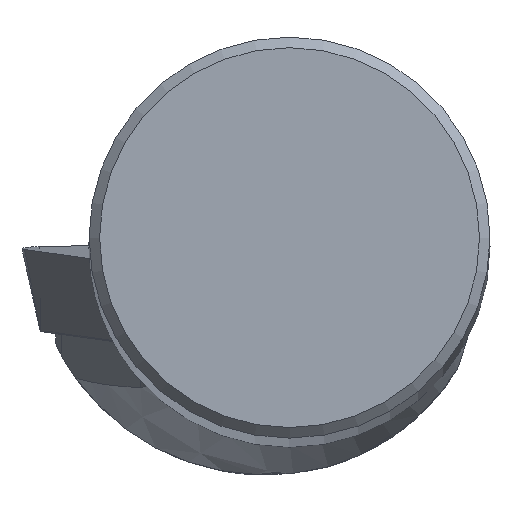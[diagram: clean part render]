
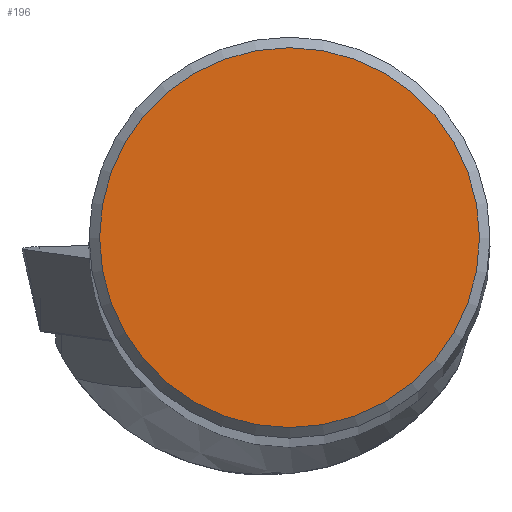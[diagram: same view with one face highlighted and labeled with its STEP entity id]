
A CAD part, top view. The second image highlights one B-rep face of the part: STEP entity #196.
In plain terms, the highlighted planar face has unit normal (0, 0, 1).
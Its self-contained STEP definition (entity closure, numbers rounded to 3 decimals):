
#150=FACE_OUTER_BOUND('',#422,.T.);
#196=ADVANCED_FACE('',(#150),#232,.T.);
#232=PLANE('',#1062);
#422=EDGE_LOOP('',(#566));
#566=ORIENTED_EDGE('',*,*,#858,.T.);
#757=VERTEX_POINT('',#1729);
#858=EDGE_CURVE('',#757,#757,#921,.T.);
#921=CIRCLE('',#1061,9.016);
#1061=AXIS2_PLACEMENT_3D('',#1728,#1253,#1254);
#1062=AXIS2_PLACEMENT_3D('',#1730,#1255,#1256);
#1253=DIRECTION('',(0.,0.,1.));
#1254=DIRECTION('',(1.,0.,0.));
#1255=DIRECTION('',(0.,0.,1.));
#1256=DIRECTION('',(1.,0.,0.));
#1728=CARTESIAN_POINT('',(0.,0.,0.));
#1729=CARTESIAN_POINT('',(9.016,0.,0.));
#1730=CARTESIAN_POINT('',(0.,0.,
0.));
